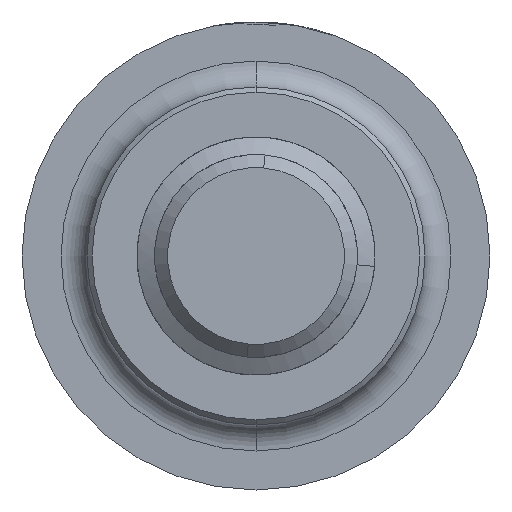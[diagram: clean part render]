
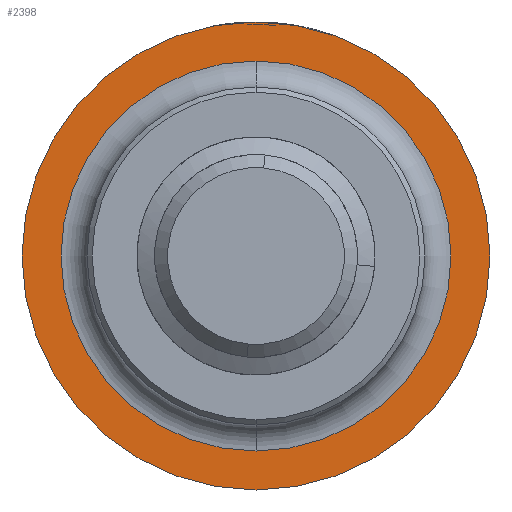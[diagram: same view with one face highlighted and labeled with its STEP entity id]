
A CAD part, front view. The second image highlights one B-rep face of the part: STEP entity #2398.
In plain terms, the highlighted planar face has unit normal (0, -1, 0).
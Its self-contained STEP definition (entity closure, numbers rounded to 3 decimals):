
#434 = AXIS2_PLACEMENT_3D ( 'NONE', #598, #4356, #1125 ) ;
#533 = FACE_BOUND ( 'NONE', #5091, .T. ) ;
#598 = CARTESIAN_POINT ( 'NONE',  ( 0., 12.42, 0. ) ) ;
#960 = AXIS2_PLACEMENT_3D ( 'NONE', #1960, #1564, #3202 ) ;
#1073 = CARTESIAN_POINT ( 'NONE',  ( 0., 12.42, 9. ) ) ;
#1125 = DIRECTION ( 'NONE',  ( 0., 0., -1. ) ) ;
#1220 = CARTESIAN_POINT ( 'NONE',  ( 0., 12.42, -7.5 ) ) ;
#1235 = CARTESIAN_POINT ( 'NONE',  ( 7.5, 12.42, 0. ) ) ;
#1240 = EDGE_LOOP ( 'NONE', ( #6198, #3517 ) ) ;
#1564 = DIRECTION ( 'NONE',  ( 0., -1., 0. ) ) ;
#1960 = CARTESIAN_POINT ( 'NONE',  ( 0., 12.42, 0. ) ) ;
#2333 = CARTESIAN_POINT ( 'NONE',  ( 0., 12.42, 7.5 ) ) ;
#2398 = ADVANCED_FACE ( 'NONE', ( #4202, #533 ), #3757, .T. ) ;
#2426 = CIRCLE ( 'NONE', #3445, 7.5 ) ;
#2467 = AXIS2_PLACEMENT_3D ( 'NONE', #3495, #4459, #4503 ) ;
#2641 = VERTEX_POINT ( 'NONE', #2333 ) ;
#2678 = VERTEX_POINT ( 'NONE', #1220 ) ;
#3090 = CARTESIAN_POINT ( 'NONE',  ( 0., 12.42, 0. ) ) ;
#3132 = ORIENTED_EDGE ( 'NONE', *, *, #4641, .F. ) ;
#3146 = CARTESIAN_POINT ( 'NONE',  ( 0., 12.42, -9. ) ) ;
#3202 = DIRECTION ( 'NONE',  ( 0., 0., -1. ) ) ;
#3231 = VERTEX_POINT ( 'NONE', #3146 ) ;
#3239 = CIRCLE ( 'NONE', #960, 9. ) ;
#3353 = DIRECTION ( 'NONE',  ( 0., -1., 0. ) ) ;
#3445 = AXIS2_PLACEMENT_3D ( 'NONE', #3090, #4179, #4720 ) ;
#3495 = CARTESIAN_POINT ( 'NONE',  ( 0., 12.42, 0. ) ) ;
#3517 = ORIENTED_EDGE ( 'NONE', *, *, #4085, .T. ) ;
#3757 = PLANE ( 'NONE',  #4861 ) ;
#4085 = EDGE_CURVE ( 'NONE', #4628, #3231, #5635, .T. ) ;
#4179 = DIRECTION ( 'NONE',  ( 0., -1., 0. ) ) ;
#4202 = FACE_OUTER_BOUND ( 'NONE', #1240, .T. ) ;
#4356 = DIRECTION ( 'NONE',  ( 0., -1., 0. ) ) ;
#4459 = DIRECTION ( 'NONE',  ( 0., -1., 0. ) ) ;
#4503 = DIRECTION ( 'NONE',  ( 0., 0., -1. ) ) ;
#4505 = EDGE_CURVE ( 'NONE', #2678, #2641, #2426, .T. ) ;
#4628 = VERTEX_POINT ( 'NONE', #1073 ) ;
#4641 = EDGE_CURVE ( 'NONE', #2641, #2678, #4949, .T. ) ;
#4720 = DIRECTION ( 'NONE',  ( 0., 0., -1. ) ) ;
#4861 = AXIS2_PLACEMENT_3D ( 'NONE', #1235, #3353, #6000 ) ;
#4876 = ORIENTED_EDGE ( 'NONE', *, *, #4505, .F. ) ;
#4949 = CIRCLE ( 'NONE', #434, 7.5 ) ;
#5091 = EDGE_LOOP ( 'NONE', ( #4876, #3132 ) ) ;
#5635 = CIRCLE ( 'NONE', #2467, 9. ) ;
#6000 = DIRECTION ( 'NONE',  ( 0., 0., -1. ) ) ;
#6198 = ORIENTED_EDGE ( 'NONE', *, *, #6302, .T. ) ;
#6302 = EDGE_CURVE ( 'NONE', #3231, #4628, #3239, .T. ) ;
